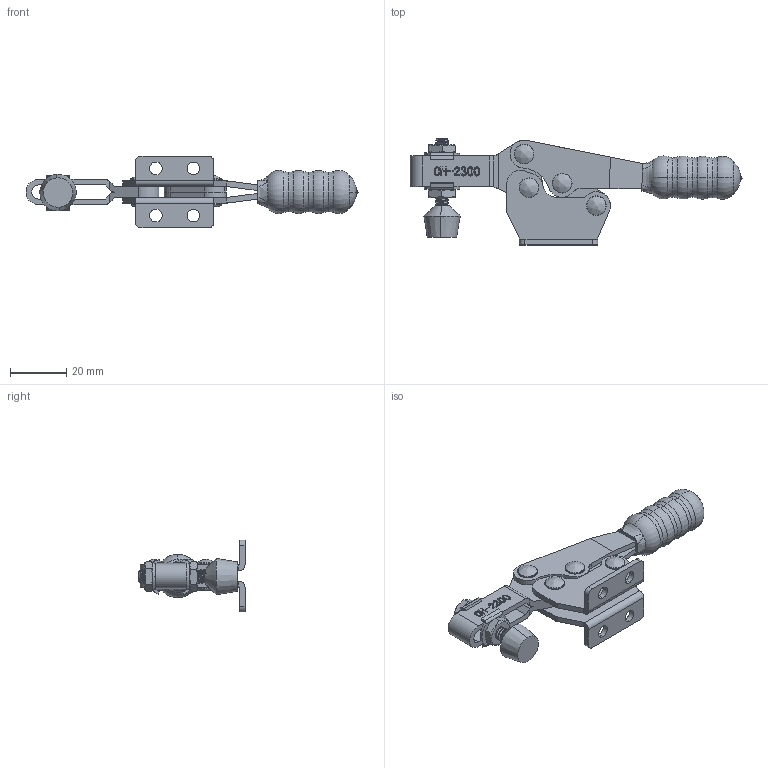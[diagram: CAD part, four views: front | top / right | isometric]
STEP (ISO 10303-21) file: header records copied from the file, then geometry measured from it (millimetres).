
FILE_DESCRIPTION (( 'STEP AP203' ), '1' );
FILE_NAME ('CH-2300.STEP', '2017-11-14T02:58:05', ( 'Windows' ), ( 'Microsoft' ), 'SwSTEP 2.0', 'SolidWorks 2015', '' );
FILE_SCHEMA (( 'CONFIG_CONTROL_DESIGN' ));
Length unit declared in the file: millimetre
Products named in the file (10): CH-2300-01___; CH-2300-02___; CH-2300-03___; 10138-02___; CH-2300-04___; 2300綵竄杶; FW100___; CH-2300; CH-2300-05___; CH-FC-10138___
Assembly tree (14 placements, depth 2):
  CH-2300
    FW100___  x2
    CH-2300-05___  x4
    CH-FC-10138___
    CH-2300-01___
    CH-2300-02___
    CH-2300-03___
    10138-02___  x2
    CH-2300-04___
    2300綵竄杶
Bounding box: 118.42 x 37.81 x 25.6 mm (x, y, z)
Volume: 16990.4 mm3; surface area: 17439.4 mm2
Topology: 16 solids, 17 shells, 736 faces, 1942 edges, 1262 vertices
Faces by surface type: plane 251, bspline 245, cylinder 187, cone 27, torus 22, sphere 4
Entity records: 41273 total; most frequent: CARTESIAN_POINT 25785, ORIENTED_EDGE 3374, DIRECTION 2317, EDGE_CURVE 1687, VERTEX_POINT 1111, LINE 865, VECTOR 865, AXIS2_PLACEMENT_3D 726
